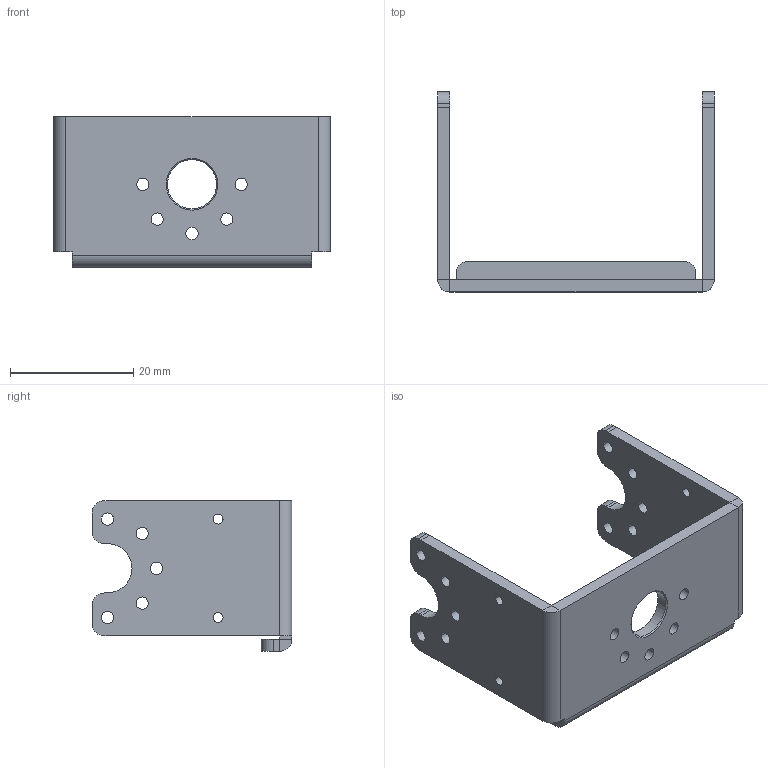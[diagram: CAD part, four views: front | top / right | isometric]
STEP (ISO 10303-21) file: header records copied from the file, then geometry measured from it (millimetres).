
FILE_DESCRIPTION(/* description */ (''),/* implementation_level */ '2;1');
FILE_NAME(/* name */ '2_FR07_H104.step',/* time_stamp */ '2011-05-25T18:10:30-04:00',/* author */ (''),/* organization */ (''),/* preprocessor_version */ 'ST-DEVELOPER v11',/* originating_system */ 'SIEMENS PLM Software NX 7.0',/* authorisation */ '');
FILE_SCHEMA (('AUTOMOTIVE_DESIGN { 1 0 10303 214 1 1 1 1 }'));
Length unit declared in the file: millimetre
Products named in the file (1): 2_FR07_H104
Bounding box: 45 x 32.5 x 24.5 mm (x, y, z)
Volume: 4611.9 mm3; surface area: 5437.3 mm2
Topology: 1 solids, 1 shells, 99 faces, 261 edges, 164 vertices
Faces by surface type: cylinder 59, plane 34, cone 6
Entity records: 3183 total; most frequent: DIRECTION 585, CARTESIAN_POINT 525, ORIENTED_EDGE 522, EDGE_CURVE 261, AXIS2_PLACEMENT_3D 224, VERTEX_POINT 164, EDGE_LOOP 139, LINE 137
